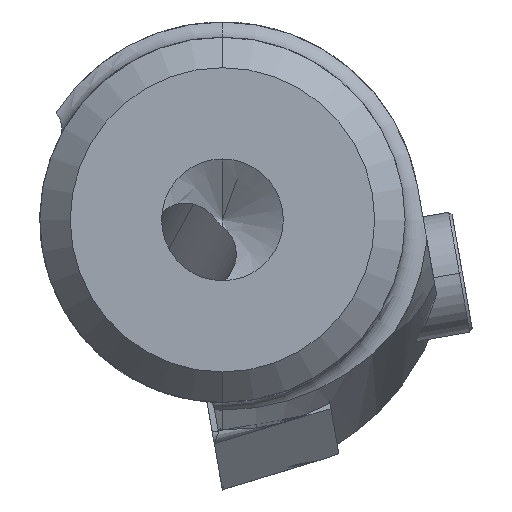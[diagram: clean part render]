
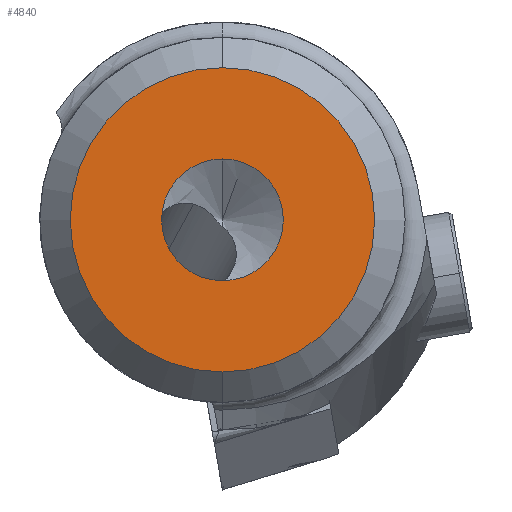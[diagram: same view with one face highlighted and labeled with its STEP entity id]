
A CAD part, left-side view. The second image highlights one B-rep face of the part: STEP entity #4840.
In plain terms, the highlighted planar face has unit normal (-1, 0, 0).
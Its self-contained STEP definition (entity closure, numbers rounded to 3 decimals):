
#60 = EDGE_LOOP ( 'NONE', ( #255, #249 ) ) ;
#82 = EDGE_LOOP ( 'NONE', ( #179, #138 ) ) ;
#138 = ORIENTED_EDGE ( 'NONE', *, *, #3973, .T. ) ;
#179 = ORIENTED_EDGE ( 'NONE', *, *, #4268, .T. ) ;
#249 = ORIENTED_EDGE ( 'NONE', *, *, #3985, .F. ) ;
#255 = ORIENTED_EDGE ( 'NONE', *, *, #3991, .F. ) ;
#1268 = CARTESIAN_POINT ( 'NONE',  ( -145., 2., 0. ) ) ;
#1271 = PLANE ( 'NONE',  #4124 ) ;
#1273 = DIRECTION ( 'NONE',  ( 1., 0., 0. ) ) ;
#1274 = DIRECTION ( 'NONE',  ( 0., 0., -1. ) ) ;
#1920 = VERTEX_POINT ( 'NONE', #3186 ) ;
#1934 = VERTEX_POINT ( 'NONE', #3200 ) ;
#1940 = VERTEX_POINT ( 'NONE', #3206 ) ;
#1964 = VERTEX_POINT ( 'NONE', #3230 ) ;
#2393 = CIRCLE ( 'NONE', #4238, 5. ) ;
#2422 = CIRCLE ( 'NONE', #4232, 2. ) ;
#2432 = CIRCLE ( 'NONE', #4229, 2. ) ;
#2440 = CIRCLE ( 'NONE', #4223, 5. ) ;
#2639 = FACE_BOUND ( 'NONE', #60, .T. ) ;
#2649 = FACE_OUTER_BOUND ( 'NONE', #82, .T. ) ;
#3186 = CARTESIAN_POINT ( 'NONE',  ( -145., 0., -2. ) ) ;
#3200 = CARTESIAN_POINT ( 'NONE',  ( -145., 0., -5. ) ) ;
#3206 = CARTESIAN_POINT ( 'NONE',  ( -145., 0., 5. ) ) ;
#3230 = CARTESIAN_POINT ( 'NONE',  ( -145., 0., 2. ) ) ;
#3743 = CARTESIAN_POINT ( 'NONE',  ( -145., 0., 0. ) ) ;
#3744 = DIRECTION ( 'NONE',  ( -1., 0., 0. ) ) ;
#3745 = DIRECTION ( 'NONE',  ( 0., 0., 1. ) ) ;
#3774 = CARTESIAN_POINT ( 'NONE',  ( -145., 0., 0. ) ) ;
#3775 = DIRECTION ( 'NONE',  ( -1., 0., 0. ) ) ;
#3776 = DIRECTION ( 'NONE',  ( 0., 0., 1. ) ) ;
#3788 = CARTESIAN_POINT ( 'NONE',  ( -145., 0., 0. ) ) ;
#3789 = DIRECTION ( 'NONE',  ( -1., 0., 0. ) ) ;
#3790 = DIRECTION ( 'NONE',  ( 0., 0., 1. ) ) ;
#3806 = CARTESIAN_POINT ( 'NONE',  ( -145., 0., 0. ) ) ;
#3807 = DIRECTION ( 'NONE',  ( -1., 0., 0. ) ) ;
#3808 = DIRECTION ( 'NONE',  ( 0., 0., 1. ) ) ;
#3973 = EDGE_CURVE ( 'NONE', #1940, #1934, #2393, .T. ) ;
#3985 = EDGE_CURVE ( 'NONE', #1920, #1964, #2422, .T. ) ;
#3991 = EDGE_CURVE ( 'NONE', #1964, #1920, #2432, .T. ) ;
#4124 = AXIS2_PLACEMENT_3D ( 'NONE', #1268, #1273, #1274 ) ;
#4223 = AXIS2_PLACEMENT_3D ( 'NONE', #3806, #3807, #3808 ) ;
#4229 = AXIS2_PLACEMENT_3D ( 'NONE', #3788, #3789, #3790 ) ;
#4232 = AXIS2_PLACEMENT_3D ( 'NONE', #3774, #3775, #3776 ) ;
#4238 = AXIS2_PLACEMENT_3D ( 'NONE', #3743, #3744, #3745 ) ;
#4268 = EDGE_CURVE ( 'NONE', #1934, #1940, #2440, .T. ) ;
#4840 = ADVANCED_FACE ( 'NONE', ( #2639, #2649 ), #1271, .F. ) ;
